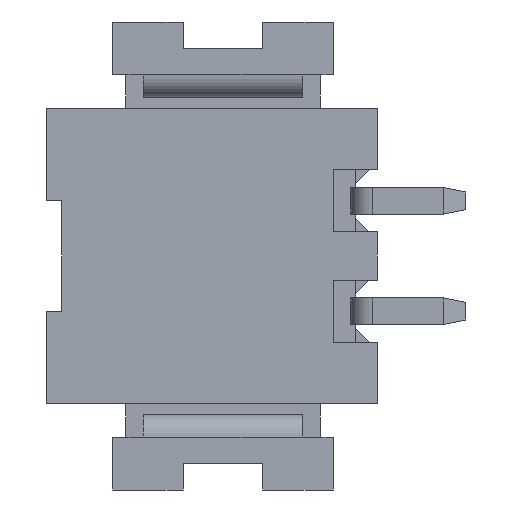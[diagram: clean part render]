
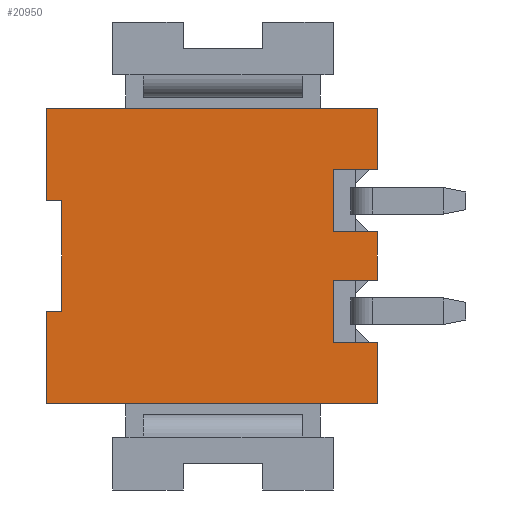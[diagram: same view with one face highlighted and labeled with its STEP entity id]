
A CAD part, front view. The second image highlights one B-rep face of the part: STEP entity #20950.
In plain terms, the highlighted planar face has unit normal (0, -1, 0).
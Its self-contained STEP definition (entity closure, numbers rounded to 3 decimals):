
#690=CARTESIAN_POINT('',(-3.039,-17.222,4.05));
#700=VERTEX_POINT('',#690);
#730=CARTESIAN_POINT('',(-5.978,-17.222,4.05));
#740=DIRECTION('',(-1.,0.,0.));
#750=VECTOR('',#740,1.);
#760=LINE('',#730,#750);
#770=CARTESIAN_POINT('',(-2.689,-17.222,4.05));
#780=VERTEX_POINT('',#770);
#790=EDGE_CURVE('',#780,#700,#760,.T.);
#9310=CARTESIAN_POINT('',(3.461,-17.222,4.75));
#9320=VERTEX_POINT('',#9310);
#9970=CARTESIAN_POINT('',(3.461,-17.222,0.85));
#9980=VERTEX_POINT('',#9970);
#10010=CARTESIAN_POINT('',(3.461,-17.222,7.5));
#10020=DIRECTION('',(0.,0.,1.));
#10030=VECTOR('',#10020,1.);
#10040=LINE('',#10010,#10030);
#10050=CARTESIAN_POINT('',(3.461,-17.222,2.25));
#10060=VERTEX_POINT('',#10050);
#10070=EDGE_CURVE('',#9980,#10060,#10040,.T.);
#10290=CARTESIAN_POINT('',(3.461,-17.222,3.35));
#10300=VERTEX_POINT('',#10290);
#10330=CARTESIAN_POINT('',(3.461,-17.222,7.5));
#10340=DIRECTION('',(0.,0.,1.));
#10350=VECTOR('',#10340,1.);
#10360=LINE('',#10330,#10350);
#10370=EDGE_CURVE('',#10300,#9320,#10360,.T.);
#15890=CARTESIAN_POINT('',(-3.039,-17.222,7.5));
#15900=DIRECTION('',(0.,0.,1.));
#15910=VECTOR('',#15900,1.);
#15920=LINE('',#15890,#15910);
#15930=CARTESIAN_POINT('',(-3.039,-17.222,6.15));
#15940=VERTEX_POINT('',#15930);
#15950=EDGE_CURVE('',#700,#15940,#15920,.T.);
#19940=CARTESIAN_POINT('',(-1.148,-17.222,
-14.587));
#19950=DIRECTION('',(0.,-1.,0.));
#19960=DIRECTION('',(1.,0.,0.));
#19970=AXIS2_PLACEMENT_3D('',#19940,#19950,#19960);
#19980=PLANE('',#19970);
#19990=CARTESIAN_POINT('',(-5.978,-17.222,6.15));
#20000=DIRECTION('',(-1.,0.,0.));
#20010=VECTOR('',#20000,1.);
#20020=LINE('',#19990,#20010);
#20030=CARTESIAN_POINT('',(4.461,-17.222,6.15));
#20040=VERTEX_POINT('',#20030);
#20050=EDGE_CURVE('',#20040,#15940,#20020,.T.);
#20060=ORIENTED_EDGE('',*,*,#20050,.T.);
#20070=CARTESIAN_POINT('',(4.461,-17.222,7.5));
#20080=DIRECTION('',(0.,0.,1.));
#20090=VECTOR('',#20080,1.);
#20100=LINE('',#20070,#20090);
#20110=CARTESIAN_POINT('',(4.461,-17.222,4.75));
#20120=VERTEX_POINT('',#20110);
#20130=EDGE_CURVE('',#20120,#20040,#20100,.T.);
#20140=ORIENTED_EDGE('',*,*,#20130,.T.);
#20150=CARTESIAN_POINT('',(-5.978,-17.222,4.75));
#20160=DIRECTION('',(1.,0.,0.));
#20170=VECTOR('',#20160,1.);
#20180=LINE('',#20150,#20170);
#20190=EDGE_CURVE('',#9320,#20120,#20180,.T.);
#20200=ORIENTED_EDGE('',*,*,#20190,.T.);
#20210=ORIENTED_EDGE('',*,*,#10370,.T.);
#20220=CARTESIAN_POINT('',(-5.978,-17.222,3.35));
#20230=DIRECTION('',(1.,0.,0.));
#20240=VECTOR('',#20230,1.);
#20250=LINE('',#20220,#20240);
#20260=CARTESIAN_POINT('',(4.461,-17.222,3.35));
#20270=VERTEX_POINT('',#20260);
#20280=EDGE_CURVE('',#10300,#20270,#20250,.T.);
#20290=ORIENTED_EDGE('',*,*,#20280,.F.);
#20300=CARTESIAN_POINT('',(4.461,-17.222,7.5));
#20310=DIRECTION('',(0.,0.,1.));
#20320=VECTOR('',#20310,1.);
#20330=LINE('',#20300,#20320);
#20340=CARTESIAN_POINT('',(4.461,-17.222,2.25));
#20350=VERTEX_POINT('',#20340);
#20360=EDGE_CURVE('',#20350,#20270,#20330,.T.);
#20370=ORIENTED_EDGE('',*,*,#20360,.T.);
#20380=CARTESIAN_POINT('',(-5.978,-17.222,2.25));
#20390=DIRECTION('',(1.,0.,0.));
#20400=VECTOR('',#20390,1.);
#20410=LINE('',#20380,#20400);
#20420=EDGE_CURVE('',#10060,#20350,#20410,.T.);
#20430=ORIENTED_EDGE('',*,*,#20420,.T.);
#20440=ORIENTED_EDGE('',*,*,#10070,.T.);
#20450=CARTESIAN_POINT('',(-5.978,-17.222,0.85));
#20460=DIRECTION('',(1.,0.,0.));
#20470=VECTOR('',#20460,1.);
#20480=LINE('',#20450,#20470);
#20490=CARTESIAN_POINT('',(4.461,-17.222,0.85));
#20500=VERTEX_POINT('',#20490);
#20510=EDGE_CURVE('',#9980,#20500,#20480,.T.);
#20520=ORIENTED_EDGE('',*,*,#20510,.F.);
#20530=CARTESIAN_POINT('',(4.461,-17.222,7.5));
#20540=DIRECTION('',(0.,0.,1.));
#20550=VECTOR('',#20540,1.);
#20560=LINE('',#20530,#20550);
#20570=CARTESIAN_POINT('',(4.461,-17.222,-0.55));
#20580=VERTEX_POINT('',#20570);
#20590=EDGE_CURVE('',#20580,#20500,#20560,.T.);
#20600=ORIENTED_EDGE('',*,*,#20590,.T.);
#20610=CARTESIAN_POINT('',(-5.978,-17.222,-0.55));
#20620=DIRECTION('',(-1.,0.,0.));
#20630=VECTOR('',#20620,1.);
#20640=LINE('',#20610,#20630);
#20650=CARTESIAN_POINT('',(-3.039,-17.222,-0.55));
#20660=VERTEX_POINT('',#20650);
#20670=EDGE_CURVE('',#20580,#20660,#20640,.T.);
#20680=ORIENTED_EDGE('',*,*,#20670,.F.);
#20690=CARTESIAN_POINT('',(-3.039,-17.222,7.5));
#20700=DIRECTION('',(0.,0.,1.));
#20710=VECTOR('',#20700,1.);
#20720=LINE('',#20690,#20710);
#20730=CARTESIAN_POINT('',(-3.039,-17.222,1.55));
#20740=VERTEX_POINT('',#20730);
#20750=EDGE_CURVE('',#20660,#20740,#20720,.T.);
#20760=ORIENTED_EDGE('',*,*,#20750,.F.);
#20770=CARTESIAN_POINT('',(-5.978,-17.222,1.55));
#20780=DIRECTION('',(1.,0.,0.));
#20790=VECTOR('',#20780,1.);
#20800=LINE('',#20770,#20790);
#20810=CARTESIAN_POINT('',(-2.689,-17.222,1.55));
#20820=VERTEX_POINT('',#20810);
#20830=EDGE_CURVE('',#20740,#20820,#20800,.T.);
#20840=ORIENTED_EDGE('',*,*,#20830,.F.);
#20850=CARTESIAN_POINT('',(-2.689,-17.222,7.5));
#20860=DIRECTION('',(0.,0.,1.));
#20870=VECTOR('',#20860,1.);
#20880=LINE('',#20850,#20870);
#20890=EDGE_CURVE('',#20820,#780,#20880,.T.);
#20900=ORIENTED_EDGE('',*,*,#20890,.F.);
#20910=ORIENTED_EDGE('',*,*,#790,.F.);
#20920=ORIENTED_EDGE('',*,*,#15950,.F.);
#20930=EDGE_LOOP('',(#20920,#20910,#20900,#20840,#20760,#20680,#20600,
#20520,#20440,#20430,#20370,#20290,#20210,#20200,#20140,#20060));
#20940=FACE_OUTER_BOUND('',#20930,.T.);
#20950=ADVANCED_FACE('',(#20940),#19980,.T.);
